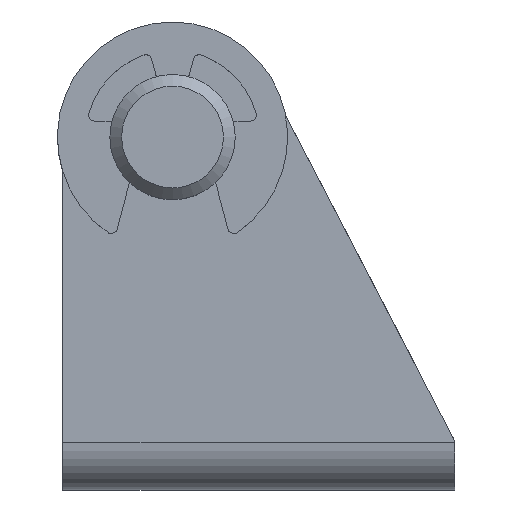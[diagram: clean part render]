
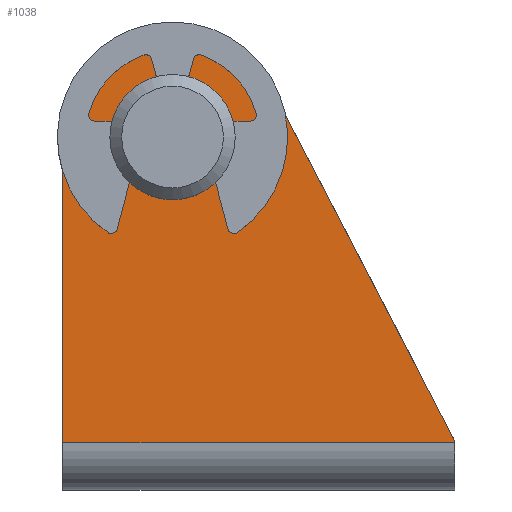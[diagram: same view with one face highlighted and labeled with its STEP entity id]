
A CAD part, top view. The second image highlights one B-rep face of the part: STEP entity #1038.
In plain terms, the highlighted planar face has unit normal (0, 0, 1).
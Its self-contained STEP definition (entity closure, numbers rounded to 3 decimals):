
#43=PLANE('',#1147);
#76=LINE('',#1664,#148);
#78=LINE('',#1674,#150);
#79=LINE('',#1679,#151);
#80=LINE('',#1681,#152);
#81=LINE('',#1682,#153);
#148=VECTOR('',#1305,1000.);
#150=VECTOR('',#1315,1000.);
#151=VECTOR('',#1318,1000.);
#152=VECTOR('',#1319,1000.);
#153=VECTOR('',#1320,1000.);
#234=ORIENTED_EDGE('',*,*,#524,.F.);
#235=ORIENTED_EDGE('',*,*,#525,.T.);
#236=ORIENTED_EDGE('',*,*,#526,.T.);
#237=ORIENTED_EDGE('',*,*,#527,.T.);
#238=ORIENTED_EDGE('',*,*,#528,.F.);
#239=ORIENTED_EDGE('',*,*,#520,.F.);
#240=ORIENTED_EDGE('',*,*,#529,.F.);
#241=ORIENTED_EDGE('',*,*,#530,.T.);
#520=EDGE_CURVE('',#664,#665,#76,.T.);
#524=EDGE_CURVE('',#668,#668,#762,.F.);
#525=EDGE_CURVE('',#669,#670,#78,.T.);
#526=EDGE_CURVE('',#670,#671,#763,.F.);
#527=EDGE_CURVE('',#671,#672,#79,.T.);
#528=EDGE_CURVE('',#665,#672,#80,.T.);
#529=EDGE_CURVE('',#673,#664,#81,.T.);
#530=EDGE_CURVE('',#673,#669,#764,.F.);
#664=VERTEX_POINT('',#1663);
#665=VERTEX_POINT('',#1665);
#668=VERTEX_POINT('',#1673);
#669=VERTEX_POINT('',#1675);
#670=VERTEX_POINT('',#1676);
#671=VERTEX_POINT('',#1678);
#672=VERTEX_POINT('',#1680);
#673=VERTEX_POINT('',#1683);
#762=CIRCLE('',#1148,8.);
#763=CIRCLE('',#1149,14.1);
#764=CIRCLE('',#1150,14.1);
#831=EDGE_LOOP('',(#234));
#832=EDGE_LOOP('',(#235,#236,#237,#238,#239,#240,#241));
#917=FACE_BOUND('',#831,.T.);
#918=FACE_BOUND('',#832,.T.);
#1038=ADVANCED_FACE('',(#917,#918),#43,.F.);
#1147=AXIS2_PLACEMENT_3D('',#1671,#1311,#1312);
#1148=AXIS2_PLACEMENT_3D('',#1672,#1313,#1314);
#1149=AXIS2_PLACEMENT_3D('',#1677,#1316,#1317);
#1150=AXIS2_PLACEMENT_3D('',#1684,#1321,#1322);
#1305=DIRECTION('',(0.,-1.,0.));
#1311=DIRECTION('',(0.,0.,-1.));
#1312=DIRECTION('',(-1.,0.,0.));
#1313=DIRECTION('',(0.,0.,-1.));
#1314=DIRECTION('',(-1.,0.,0.));
#1315=DIRECTION('',(-1.,0.,0.));
#1316=DIRECTION('',(0.,0.,-1.));
#1317=DIRECTION('',(-1.,0.,0.));
#1318=DIRECTION('',(0.,-1.,0.));
#1319=DIRECTION('',(-1.,0.,0.));
#1320=DIRECTION('',(0.461,-0.887,0.));
#1321=DIRECTION('',(0.,0.,-1.));
#1322=DIRECTION('',(-1.,0.,0.));
#1663=CARTESIAN_POINT('',(50.,6.292,16.55));
#1664=CARTESIAN_POINT('',(50.,59.,16.55));
#1665=CARTESIAN_POINT('',(50.,6.,16.55));
#1671=CARTESIAN_POINT('',(50.,59.,16.55));
#1672=CARTESIAN_POINT('',(14.,45.,16.55));
#1673=CARTESIAN_POINT('',(6.,45.,16.55));
#1674=CARTESIAN_POINT('',(50.,59.,16.55));
#1675=CARTESIAN_POINT('',(15.676,59.,16.55));
#1676=CARTESIAN_POINT('',(12.324,59.,16.55));
#1677=CARTESIAN_POINT('',(14.,45.,16.55));
#1678=CARTESIAN_POINT('',(0.,46.676,16.55));
#1679=CARTESIAN_POINT('',(0.,59.,16.55));
#1680=CARTESIAN_POINT('',(0.,6.,16.55));
#1681=CARTESIAN_POINT('',(50.,6.,16.55));
#1682=CARTESIAN_POINT('',(28.436,47.797,16.55));
#1683=CARTESIAN_POINT('',(26.512,51.501,16.55));
#1684=CARTESIAN_POINT('',(14.,45.,16.55));
